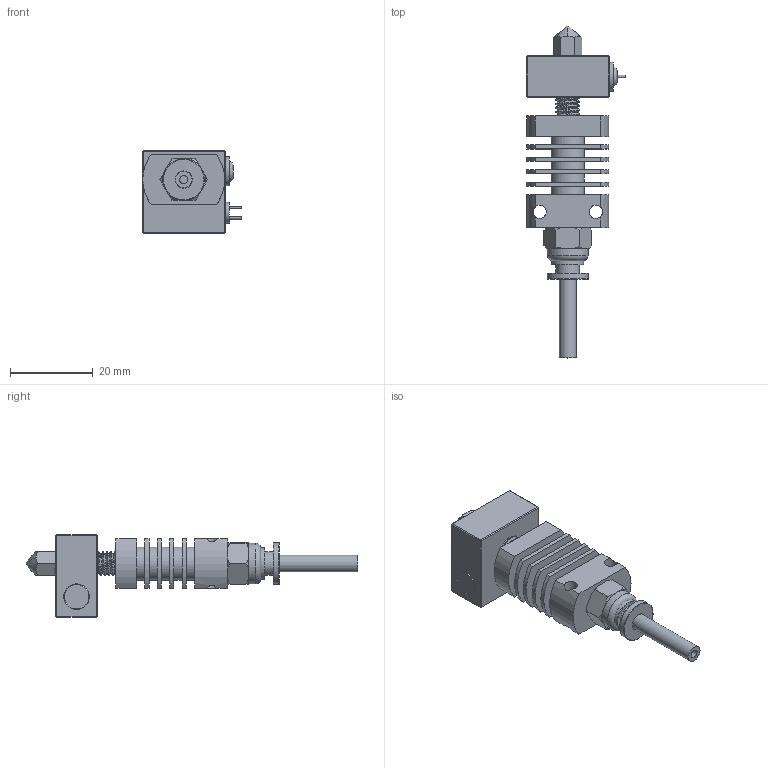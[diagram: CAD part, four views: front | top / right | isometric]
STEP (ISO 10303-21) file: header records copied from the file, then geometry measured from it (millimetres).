
FILE_DESCRIPTION(/* description */ (''),/* implementation_level */ '2;1');
FILE_NAME(/* name */ 'cr10hotend v14.step',/* time_stamp */ '2017-10-19T21:38:06+02:00',/* author */ ('raffosan'),/* organization */ (''),/* preprocessor_version */ 'ST-DEVELOPER v16.13',/* originating_system */ 'Autodesk Translation Framework v6.5.0.72',/* authorisation */ '');
FILE_SCHEMA (('AUTOMOTIVE_DESIGN { 1 0 10303 214 3 1 1 }'));
Length unit declared in the file: millimetre
Products named in the file (1): cr10hotend
Bounding box: 24 x 80.22 x 20 mm (x, y, z)
Volume: 9423.8 mm3; surface area: 12046.9 mm2
Topology: 11 solids, 11 shells, 533 faces, 1431 edges, 933 vertices
Faces by surface type: cylinder 321, plane 164, bspline 39, torus 5, cone 4
Full cylindrical faces by diameter (mm): 0.4 x1, 0.6 x2, 2 x2, 2.016 x10, 2.356 x9, 2.5 x7, 2.53 x15, 2.927 x8, 3 x1, 3.2 x2, 4 x3, 4.6 x1, 4.744 x38, 5 x1, 5.035 x30, 5.7 x3, 5.884 x38, 5.9 x1, 6 x1, 6.147 x30, 7 x1, 7.7 x1, 8 x5, 8.599 x5, 8.913 x7, 9.8 x1, 9.878 x4, 10 x1, 10.161 x7
Entity records: 30972 total; most frequent: CARTESIAN_POINT 18626, ORIENTED_EDGE 2862, DIRECTION 2032, EDGE_CURVE 1431, VERTEX_POINT 933, AXIS2_PLACEMENT_3D 714, B_SPLINE_CURVE_WITH_KNOTS 607, LINE 604
